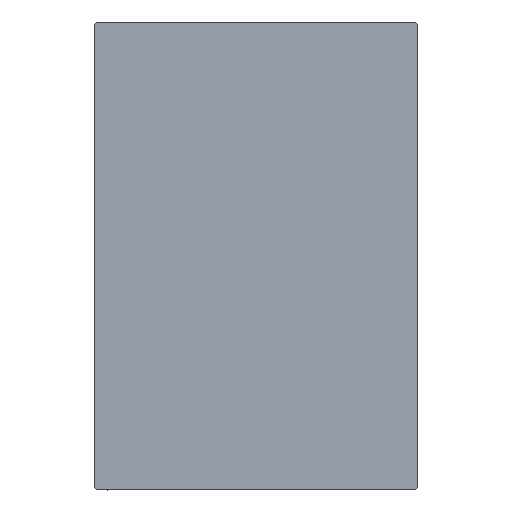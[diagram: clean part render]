
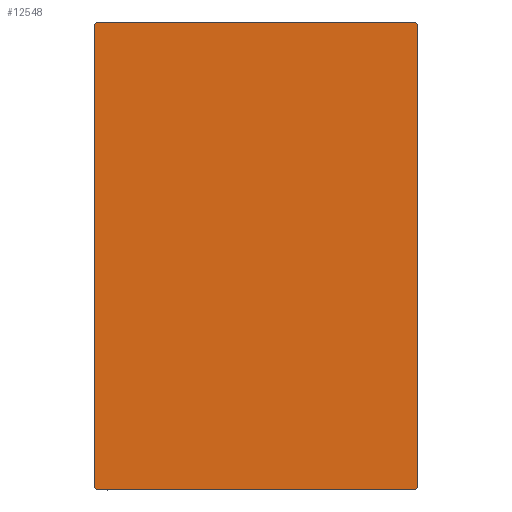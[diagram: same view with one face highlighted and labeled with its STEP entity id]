
A CAD part, left-side view. The second image highlights one B-rep face of the part: STEP entity #12548.
In plain terms, the highlighted face is planar.
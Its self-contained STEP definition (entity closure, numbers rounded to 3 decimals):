
#1335 = DIRECTION ( 'NONE',  ( 0., 0., 1. ) ) ;
#1360 = DIRECTION ( 'NONE',  ( 0., 0.707, -0.707 ) ) ;
#2115 = ORIENTED_EDGE ( 'NONE', *, *, #11236, .T. ) ;
#2225 = CARTESIAN_POINT ( 'NONE',  ( 100., -22.5, -32.5 ) ) ;
#2416 = VECTOR ( 'NONE', #1335, 1000. ) ;
#3168 = ORIENTED_EDGE ( 'NONE', *, *, #10104, .T. ) ;
#3345 = LINE ( 'NONE', #27888, #15183 ) ;
#3665 = VECTOR ( 'NONE', #4858, 1000. ) ;
#3749 = VERTEX_POINT ( 'NONE', #28271 ) ;
#4858 = DIRECTION ( 'NONE',  ( 0., -0.707, -0.707 ) ) ;
#5252 = CARTESIAN_POINT ( 'NONE',  ( 100., 0., 0. ) ) ;
#6056 = EDGE_CURVE ( 'NONE', #11439, #19601, #40751, .T. ) ;
#6457 = VERTEX_POINT ( 'NONE', #18878 ) ;
#7528 = DIRECTION ( 'NONE',  ( 0., 0.707, 0.707 ) ) ;
#7953 = VECTOR ( 'NONE', #30369, 1000. ) ;
#8401 = FACE_OUTER_BOUND ( 'NONE', #18441, .T. ) ;
#9649 = LINE ( 'NONE', #2225, #7953 ) ;
#10104 = EDGE_CURVE ( 'NONE', #6457, #24786, #9649, .T. ) ;
#10577 = EDGE_CURVE ( 'NONE', #3749, #26848, #42024, .T. ) ;
#10872 = AXIS2_PLACEMENT_3D ( 'NONE', #5252, #29117, #35884 ) ;
#11188 = VECTOR ( 'NONE', #25195, 1000. ) ;
#11236 = EDGE_CURVE ( 'NONE', #19601, #3749, #3345, .T. ) ;
#11439 = VERTEX_POINT ( 'NONE', #19518 ) ;
#11445 = CARTESIAN_POINT ( 'NONE',  ( 100., -22.5, 32.5 ) ) ;
#12548 = ADVANCED_FACE ( 'NONE', ( #8401 ), #35451, .T. ) ;
#12857 = VECTOR ( 'NONE', #30614, 1000. ) ;
#13880 = ORIENTED_EDGE ( 'NONE', *, *, #30350, .T. ) ;
#15075 = CARTESIAN_POINT ( 'NONE',  ( 100., 22.5, -32.5 ) ) ;
#15183 = VECTOR ( 'NONE', #42302, 1000. ) ;
#18441 = EDGE_LOOP ( 'NONE', ( #3168, #13880, #31917, #31927, #2115, #21715, #35786, #31384 ) ) ;
#18878 = CARTESIAN_POINT ( 'NONE',  ( 100., -22.2, -32.5 ) ) ;
#19120 = VERTEX_POINT ( 'NONE', #22196 ) ;
#19518 = CARTESIAN_POINT ( 'NONE',  ( 100., 22.5, 32.2 ) ) ;
#19601 = VERTEX_POINT ( 'NONE', #25245 ) ;
#21715 = ORIENTED_EDGE ( 'NONE', *, *, #10577, .T. ) ;
#21970 = EDGE_CURVE ( 'NONE', #32373, #11439, #24788, .T. ) ;
#22093 = CARTESIAN_POINT ( 'NONE',  ( 100., -27.35, -27.35 ) ) ;
#22196 = CARTESIAN_POINT ( 'NONE',  ( 100., -22.5, -32.2 ) ) ;
#24786 = VERTEX_POINT ( 'NONE', #34203 ) ;
#24788 = LINE ( 'NONE', #15075, #2416 ) ;
#24870 = VECTOR ( 'NONE', #1360, 1000. ) ;
#25195 = DIRECTION ( 'NONE',  ( 0., 0., -1. ) ) ;
#25245 = CARTESIAN_POINT ( 'NONE',  ( 100., 22.2, 32.5 ) ) ;
#25483 = CARTESIAN_POINT ( 'NONE',  ( 100., -22.5, 32.2 ) ) ;
#26848 = VERTEX_POINT ( 'NONE', #25483 ) ;
#27350 = LINE ( 'NONE', #41097, #44336 ) ;
#27888 = CARTESIAN_POINT ( 'NONE',  ( 100., 22.5, 32.5 ) ) ;
#28271 = CARTESIAN_POINT ( 'NONE',  ( 100., -22.2, 32.5 ) ) ;
#28382 = EDGE_CURVE ( 'NONE', #19120, #6457, #42154, .T. ) ;
#29117 = DIRECTION ( 'NONE',  ( 1., 0., 0. ) ) ;
#29160 = CARTESIAN_POINT ( 'NONE',  ( 100., -27.35, 27.35 ) ) ;
#30350 = EDGE_CURVE ( 'NONE', #24786, #32373, #27350, .T. ) ;
#30369 = DIRECTION ( 'NONE',  ( 0., 1., 0. ) ) ;
#30614 = DIRECTION ( 'NONE',  ( 0., -0.707, 0.707 ) ) ;
#31384 = ORIENTED_EDGE ( 'NONE', *, *, #28382, .T. ) ;
#31917 = ORIENTED_EDGE ( 'NONE', *, *, #21970, .T. ) ;
#31927 = ORIENTED_EDGE ( 'NONE', *, *, #6056, .T. ) ;
#32373 = VERTEX_POINT ( 'NONE', #37723 ) ;
#32749 = EDGE_CURVE ( 'NONE', #26848, #19120, #38059, .T. ) ;
#34203 = CARTESIAN_POINT ( 'NONE',  ( 100., 22.2, -32.5 ) ) ;
#34217 = CARTESIAN_POINT ( 'NONE',  ( 100., 27.35, 27.35 ) ) ;
#35451 = PLANE ( 'NONE',  #10872 ) ;
#35786 = ORIENTED_EDGE ( 'NONE', *, *, #32749, .T. ) ;
#35884 = DIRECTION ( 'NONE',  ( 0., 0., -1. ) ) ;
#37723 = CARTESIAN_POINT ( 'NONE',  ( 100., 22.5, -32.2 ) ) ;
#38059 = LINE ( 'NONE', #11445, #11188 ) ;
#40751 = LINE ( 'NONE', #34217, #12857 ) ;
#41097 = CARTESIAN_POINT ( 'NONE',  ( 100., 27.35, -27.35 ) ) ;
#42024 = LINE ( 'NONE', #29160, #3665 ) ;
#42154 = LINE ( 'NONE', #22093, #24870 ) ;
#42302 = DIRECTION ( 'NONE',  ( 0., -1., 0. ) ) ;
#44336 = VECTOR ( 'NONE', #7528, 1000. ) ;
